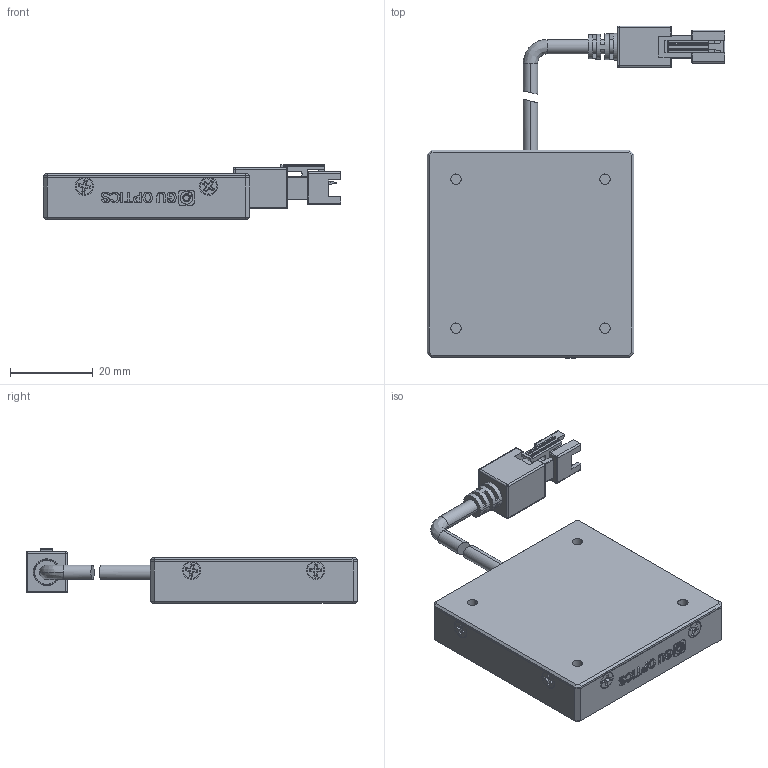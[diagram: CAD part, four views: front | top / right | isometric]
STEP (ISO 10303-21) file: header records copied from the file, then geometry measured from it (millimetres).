
FILE_DESCRIPTION (( 'STEP AP214' ), '1' );
FILE_NAME ('660500-W.STEP', '2019-02-13T05:19:37', ( 'user' ), ( '微软中国' ), 'SwSTEP 2.0', 'SolidWorks 2016', '' );
FILE_SCHEMA (( 'AUTOMOTIVE_DESIGN' ));
Length unit declared in the file: millimetre
Products named in the file (1): 660500-W
Bounding box: 72 x 80.2 x 13.2 mm (x, y, z)
Volume: 23998.7 mm3; surface area: 35400.6 mm2
Topology: 37 solids, 37 shells, 955 faces, 2379 edges, 1515 vertices
Faces by surface type: plane 540, cylinder 232, bspline 95, cone 88
Entity records: 38446 total; most frequent: CARTESIAN_POINT 7040, ORIENTED_EDGE 4698, DIRECTION 4132, EDGE_CURVE 2349, VECTOR 1614, LINE 1614, VERTEX_POINT 1513, AXIS2_PLACEMENT_3D 1259
